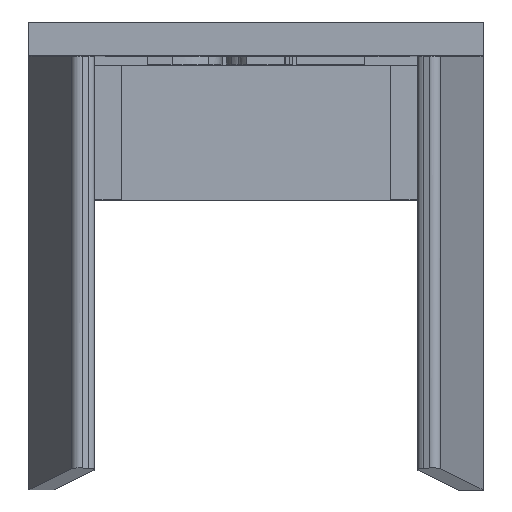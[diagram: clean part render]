
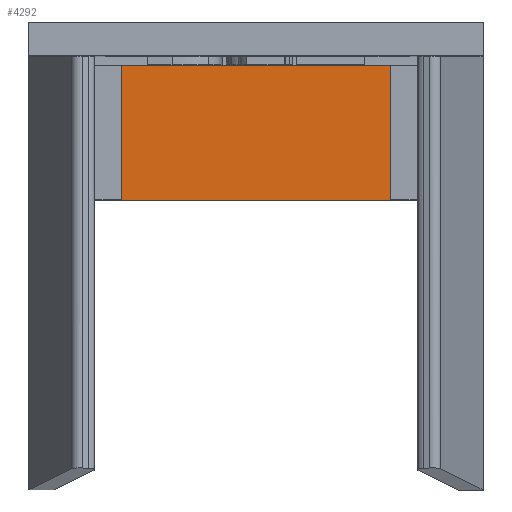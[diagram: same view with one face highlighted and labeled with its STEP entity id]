
A CAD part, top view. The second image highlights one B-rep face of the part: STEP entity #4292.
In plain terms, the highlighted planar face has unit normal (0, 0, 1).
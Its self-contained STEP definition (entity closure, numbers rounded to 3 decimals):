
#385=PLANE('',#4647);
#607=FACE_OUTER_BOUND('',#862,.T.);
#862=EDGE_LOOP('',(#4020,#4021,#4022,#4023));
#1020=LINE('',#6894,#1415);
#1240=LINE('',#7594,#1635);
#1257=LINE('',#7639,#1652);
#1258=LINE('',#7641,#1653);
#1415=VECTOR('',#4897,10.);
#1635=VECTOR('',#5661,10.);
#1652=VECTOR('',#5718,10.);
#1653=VECTOR('',#5721,10.);
#1932=VERTEX_POINT('',#6891);
#1933=VERTEX_POINT('',#6893);
#2140=VERTEX_POINT('',#7591);
#2141=VERTEX_POINT('',#7593);
#2402=EDGE_CURVE('',#1932,#1933,#1020,.T.);
#2752=EDGE_CURVE('',#2141,#2140,#1240,.T.);
#2775=EDGE_CURVE('',#1932,#2141,#1257,.T.);
#2776=EDGE_CURVE('',#1933,#2140,#1258,.T.);
#4020=ORIENTED_EDGE('',*,*,#2752,.T.);
#4021=ORIENTED_EDGE('',*,*,#2776,.F.);
#4022=ORIENTED_EDGE('',*,*,#2402,.F.);
#4023=ORIENTED_EDGE('',*,*,#2775,.T.);
#4292=ADVANCED_FACE('',(#607),#385,.T.);
#4647=AXIS2_PLACEMENT_3D('',#7640,#5719,#5720);
#4897=DIRECTION('',(-1.,0.,0.));
#5661=DIRECTION('',(-1.,0.,0.));
#5718=DIRECTION('',(0.,1.,0.));
#5719=DIRECTION('center_axis',(0.,0.,1.));
#5720=DIRECTION('ref_axis',(1.,0.,0.));
#5721=DIRECTION('',(0.,1.,0.));
#6891=CARTESIAN_POINT('',(8.,4.5,1.8));
#6893=CARTESIAN_POINT('',(-8.,4.5,1.8));
#6894=CARTESIAN_POINT('',(0.,4.5,1.8));
#7591=CARTESIAN_POINT('',(-8.,12.487,1.8));
#7593=CARTESIAN_POINT('',(8.,12.487,1.8));
#7594=CARTESIAN_POINT('',(-9.25,12.487,1.8));
#7639=CARTESIAN_POINT('',(8.,4.5,1.8));
#7640=CARTESIAN_POINT('Origin',(-8.,4.5,1.8));
#7641=CARTESIAN_POINT('',(-8.,4.5,1.8));
